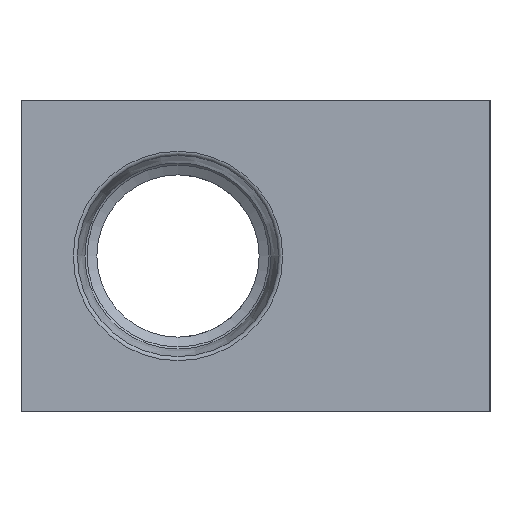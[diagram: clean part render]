
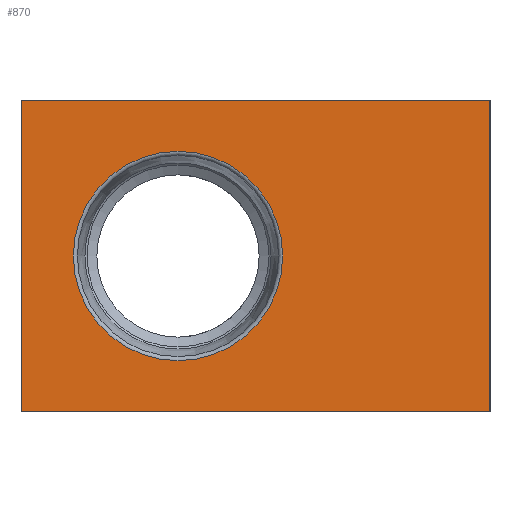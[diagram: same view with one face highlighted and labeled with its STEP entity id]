
A CAD part, left-side view. The second image highlights one B-rep face of the part: STEP entity #870.
In plain terms, the highlighted planar face has unit normal (-1, 0, 0).
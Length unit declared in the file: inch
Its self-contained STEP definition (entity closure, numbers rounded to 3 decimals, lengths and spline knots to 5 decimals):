
#870=ADVANCED_FACE('',(#2295,#2296),#2297,.F.);
#2295=FACE_OUTER_BOUND('',#4240,.T.);
#2296=FACE_BOUND('',#4241,.T.);
#2297=PLANE('',#4242);
#4240=EDGE_LOOP('',(#7240,#7241,#7242,#7243));
#4241=EDGE_LOOP('',(#7244));
#4242=AXIS2_PLACEMENT_3D('',#7245,#7246,#7247);
#7240=ORIENTED_EDGE('',*,*,#12800,.T.);
#7241=ORIENTED_EDGE('',*,*,#12172,.F.);
#7242=ORIENTED_EDGE('',*,*,#12795,.F.);
#7243=ORIENTED_EDGE('',*,*,#12803,.T.);
#7244=ORIENTED_EDGE('',*,*,#12779,.F.);
#7245=CARTESIAN_POINT('',(5.25,0.73611,-2.875));
#7246=DIRECTION('',(1.0,0.0,0.0));
#7247=DIRECTION('',(0.0,-1.0,0.0));
#12172=EDGE_CURVE('',#14845,#14840,#14847,.T.);
#12779=EDGE_CURVE('',#15891,#15891,#15892,.T.);
#12795=EDGE_CURVE('',#15915,#14845,#15916,.T.);
#12800=EDGE_CURVE('',#15923,#14840,#15924,.T.);
#12803=EDGE_CURVE('',#15915,#15923,#15927,.T.);
#14840=VERTEX_POINT('',#18711);
#14845=VERTEX_POINT('',#18718);
#14847=LINE('',#18721,#18722);
#15891=VERTEX_POINT('',#20265);
#15892=CIRCLE('',#20266,0.2516);
#15915=VERTEX_POINT('',#20289);
#15916=LINE('',#20290,#20291);
#15923=VERTEX_POINT('',#20301);
#15924=LINE('',#20302,#20303);
#15927=LINE('',#20307,#20308);
#18711=CARTESIAN_POINT('',(5.25,-0.38889,-2.125));
#18718=CARTESIAN_POINT('',(5.25,0.73611,-2.125));
#18721=CARTESIAN_POINT('',(5.25,0.73611,-2.125));
#18722=VECTOR('',#23590,1.0);
#20265=CARTESIAN_POINT('',(5.25,0.61271,-2.5));
#20266=AXIS2_PLACEMENT_3D('',#24132,#24133,#24134);
#20289=CARTESIAN_POINT('',(5.25,0.73611,-2.875));
#20290=CARTESIAN_POINT('',(5.25,0.73611,-2.875));
#20291=VECTOR('',#24156,1.0);
#20301=CARTESIAN_POINT('',(5.25,-0.38889,-2.875));
#20302=CARTESIAN_POINT('',(5.25,-0.38889,-2.875));
#20303=VECTOR('',#24160,1.0);
#20307=CARTESIAN_POINT('',(5.25,0.73611,-2.875));
#20308=VECTOR('',#24162,1.0);
#23590=DIRECTION('',(0.0,-1.0,0.0));
#24132=CARTESIAN_POINT('',(5.25,0.36111,-2.5));
#24133=DIRECTION('',(-1.0,0.0,0.0));
#24134=DIRECTION('',(0.0,1.0,0.0));
#24156=DIRECTION('',(0.0,0.0,1.0));
#24160=DIRECTION('',(0.0,0.0,1.0));
#24162=DIRECTION('',(0.0,-1.0,0.0));
